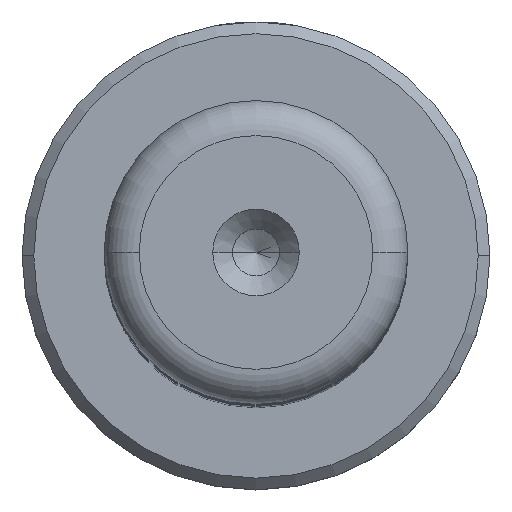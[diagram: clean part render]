
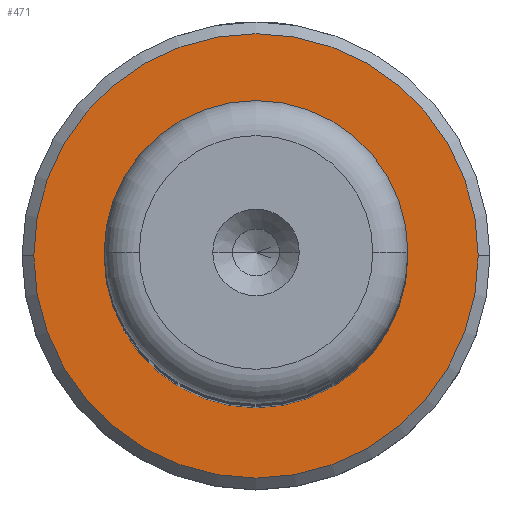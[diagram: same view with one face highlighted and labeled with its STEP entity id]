
A CAD part, top view. The second image highlights one B-rep face of the part: STEP entity #471.
In plain terms, the highlighted planar face has unit normal (0, 0, 1).
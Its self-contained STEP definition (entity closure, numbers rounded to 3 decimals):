
#77 = CARTESIAN_POINT ( 'NONE',  ( 0., 0., 15. ) ) ;
#78 = EDGE_LOOP ( 'NONE', ( #2606, #2758 ) ) ;
#171 = DIRECTION ( 'NONE',  ( 1., 0., 0. ) ) ;
#199 = DIRECTION ( 'NONE',  ( 0., 0., 1. ) ) ;
#263 = DIRECTION ( 'NONE',  ( 0., 0., -1. ) ) ;
#314 = DIRECTION ( 'NONE',  ( 1., 0., 0. ) ) ;
#449 = CARTESIAN_POINT ( 'NONE',  ( 5.995, 0., 15. ) ) ;
#471 = ADVANCED_FACE ( 'NONE', ( #502, #1654 ), #2504, .T. ) ;
#502 = FACE_OUTER_BOUND ( 'NONE', #1346, .T. ) ;
#619 = EDGE_CURVE ( 'NONE', #1572, #2695, #685, .T. ) ;
#685 = CIRCLE ( 'NONE', #2413, 5.995 ) ;
#707 = AXIS2_PLACEMENT_3D ( 'NONE', #2516, #199, #1819 ) ;
#923 = CIRCLE ( 'NONE', #2347, 9.5 ) ;
#951 = DIRECTION ( 'NONE',  ( 0., 0., -1. ) ) ;
#1023 = CIRCLE ( 'NONE', #2286, 9.5 ) ;
#1028 = ORIENTED_EDGE ( 'NONE', *, *, #2176, .T. ) ;
#1336 = CIRCLE ( 'NONE', #2623, 5.995 ) ;
#1346 = EDGE_LOOP ( 'NONE', ( #1936, #1028 ) ) ;
#1441 = VERTEX_POINT ( 'NONE', #2038 ) ;
#1566 = DIRECTION ( 'NONE',  ( 0., 0., 1. ) ) ;
#1572 = VERTEX_POINT ( 'NONE', #449 ) ;
#1653 = CARTESIAN_POINT ( 'NONE',  ( 0., 0., 15. ) ) ;
#1654 = FACE_BOUND ( 'NONE', #78, .T. ) ;
#1701 = DIRECTION ( 'NONE',  ( 0., 0., 1. ) ) ;
#1735 = CARTESIAN_POINT ( 'NONE',  ( -5.995, 0., 15. ) ) ;
#1815 = EDGE_CURVE ( 'NONE', #2695, #1572, #1336, .T. ) ;
#1819 = DIRECTION ( 'NONE',  ( 1., 0., 0. ) ) ;
#1886 = DIRECTION ( 'NONE',  ( -1., 0., 0. ) ) ;
#1936 = ORIENTED_EDGE ( 'NONE', *, *, #2030, .T. ) ;
#2030 = EDGE_CURVE ( 'NONE', #1441, #2136, #923, .T. ) ;
#2038 = CARTESIAN_POINT ( 'NONE',  ( -9.5, 0., 15. ) ) ;
#2136 = VERTEX_POINT ( 'NONE', #2765 ) ;
#2176 = EDGE_CURVE ( 'NONE', #2136, #1441, #1023, .T. ) ;
#2286 = AXIS2_PLACEMENT_3D ( 'NONE', #77, #1701, #314 ) ;
#2342 = CARTESIAN_POINT ( 'NONE',  ( 0., 0., 15. ) ) ;
#2347 = AXIS2_PLACEMENT_3D ( 'NONE', #2930, #1566, #171 ) ;
#2413 = AXIS2_PLACEMENT_3D ( 'NONE', #1653, #263, #1886 ) ;
#2504 = PLANE ( 'NONE',  #707 ) ;
#2516 = CARTESIAN_POINT ( 'NONE',  ( 0., 0., 15. ) ) ;
#2558 = DIRECTION ( 'NONE',  ( -1., 0., 0. ) ) ;
#2606 = ORIENTED_EDGE ( 'NONE', *, *, #619, .T. ) ;
#2623 = AXIS2_PLACEMENT_3D ( 'NONE', #2342, #951, #2558 ) ;
#2695 = VERTEX_POINT ( 'NONE', #1735 ) ;
#2758 = ORIENTED_EDGE ( 'NONE', *, *, #1815, .T. ) ;
#2765 = CARTESIAN_POINT ( 'NONE',  ( 9.5, 0., 15. ) ) ;
#2930 = CARTESIAN_POINT ( 'NONE',  ( 0., 0., 15. ) ) ;
